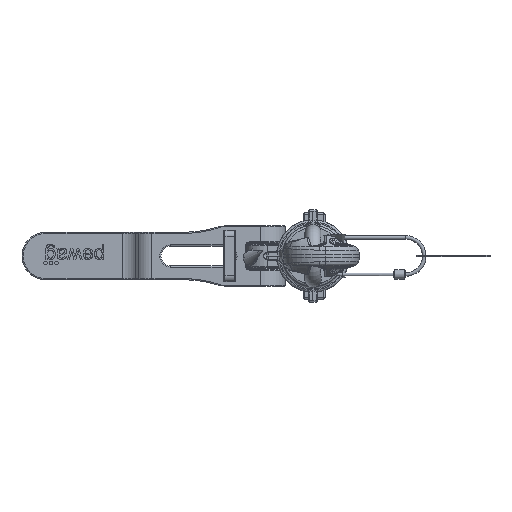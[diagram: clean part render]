
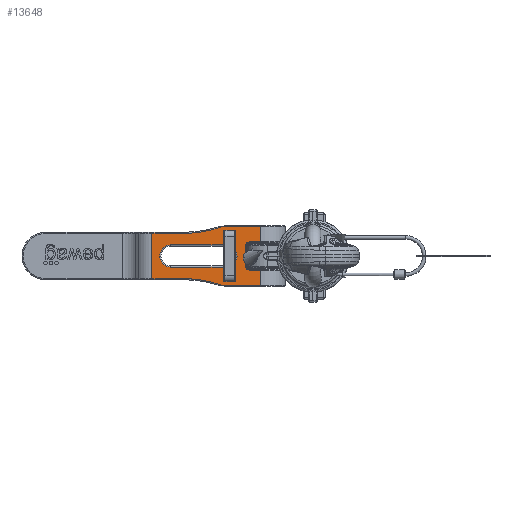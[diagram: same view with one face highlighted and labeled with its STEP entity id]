
A CAD part, left-side view. The second image highlights one B-rep face of the part: STEP entity #13648.
In plain terms, the highlighted planar face has unit normal (-1, 0, 0).
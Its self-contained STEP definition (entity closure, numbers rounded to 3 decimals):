
#8306=FACE_BOUND('',#23145,.T.);
#8307=FACE_BOUND('',#23146,.T.);
#9767=PLANE('',#82134);
#13648=ADVANCED_FACE('',(#8306,#8307),#9767,.T.);
#23145=EDGE_LOOP('',(#49407,#49408,#49409,#49410));
#23146=EDGE_LOOP('',(#49411,#49412,#49413,#49414,#49415,#49416,#49417,#49418,
#49419,#49420,#49421,#49422,#49423,#49424));
#49407=ORIENTED_EDGE('',*,*,#67692,.T.);
#49408=ORIENTED_EDGE('',*,*,#67693,.T.);
#49409=ORIENTED_EDGE('',*,*,#67694,.T.);
#49410=ORIENTED_EDGE('',*,*,#67695,.T.);
#49411=ORIENTED_EDGE('',*,*,#67696,.T.);
#49412=ORIENTED_EDGE('',*,*,#67697,.T.);
#49413=ORIENTED_EDGE('',*,*,#67698,.T.);
#49414=ORIENTED_EDGE('',*,*,#67699,.T.);
#49415=ORIENTED_EDGE('',*,*,#67700,.T.);
#49416=ORIENTED_EDGE('',*,*,#67701,.T.);
#49417=ORIENTED_EDGE('',*,*,#67702,.T.);
#49418=ORIENTED_EDGE('',*,*,#67703,.T.);
#49419=ORIENTED_EDGE('',*,*,#67704,.T.);
#49420=ORIENTED_EDGE('',*,*,#67705,.T.);
#49421=ORIENTED_EDGE('',*,*,#67706,.T.);
#49422=ORIENTED_EDGE('',*,*,#67707,.T.);
#49423=ORIENTED_EDGE('',*,*,#67708,.T.);
#49424=ORIENTED_EDGE('',*,*,#67709,.T.);
#57601=VERTEX_POINT('',#182566);
#57602=VERTEX_POINT('',#182567);
#57603=VERTEX_POINT('',#182569);
#57604=VERTEX_POINT('',#182571);
#57605=VERTEX_POINT('',#182574);
#57606=VERTEX_POINT('',#182575);
#57607=VERTEX_POINT('',#182577);
#57608=VERTEX_POINT('',#182579);
#57609=VERTEX_POINT('',#182581);
#57610=VERTEX_POINT('',#182583);
#57611=VERTEX_POINT('',#182585);
#57612=VERTEX_POINT('',#182587);
#57613=VERTEX_POINT('',#182589);
#57614=VERTEX_POINT('',#182591);
#57615=VERTEX_POINT('',#182593);
#57616=VERTEX_POINT('',#182595);
#57617=VERTEX_POINT('',#182597);
#57618=VERTEX_POINT('',#182599);
#67692=EDGE_CURVE('',#57601,#57602,#78490,.T.);
#67693=EDGE_CURVE('',#57602,#57603,#71497,.T.);
#67694=EDGE_CURVE('',#57603,#57604,#78491,.T.);
#67695=EDGE_CURVE('',#57604,#57601,#71498,.T.);
#67696=EDGE_CURVE('',#57605,#57606,#78492,.T.);
#67697=EDGE_CURVE('',#57606,#57607,#71499,.T.);
#67698=EDGE_CURVE('',#57607,#57608,#71500,.T.);
#67699=EDGE_CURVE('',#57608,#57609,#71501,.T.);
#67700=EDGE_CURVE('',#57609,#57610,#78493,.T.);
#67701=EDGE_CURVE('',#57610,#57611,#71502,.T.);
#67702=EDGE_CURVE('',#57611,#57612,#71503,.T.);
#67703=EDGE_CURVE('',#57612,#57613,#71504,.T.);
#67704=EDGE_CURVE('',#57613,#57614,#78494,.T.);
#67705=EDGE_CURVE('',#57614,#57615,#71505,.T.);
#67706=EDGE_CURVE('',#57615,#57616,#78495,.T.);
#67707=EDGE_CURVE('',#57616,#57617,#71506,.T.);
#67708=EDGE_CURVE('',#57617,#57618,#71507,.T.);
#67709=EDGE_CURVE('',#57618,#57605,#71508,.T.);
#71497=LINE('',#182568,#75778);
#71498=LINE('',#182572,#75779);
#71499=LINE('',#182576,#75780);
#71500=LINE('',#182578,#75781);
#71501=LINE('',#182580,#75782);
#71502=LINE('',#182584,#75783);
#71503=LINE('',#182586,#75784);
#71504=LINE('',#182588,#75785);
#71505=LINE('',#182592,#75786);
#71506=LINE('',#182596,#75787);
#71507=LINE('',#182598,#75788);
#71508=LINE('',#182600,#75789);
#75778=VECTOR('',#93454,1.);
#75779=VECTOR('',#93457,1.);
#75780=VECTOR('',#93460,1.);
#75781=VECTOR('',#93461,1.);
#75782=VECTOR('',#93462,1.);
#75783=VECTOR('',#93465,1.);
#75784=VECTOR('',#93466,1.);
#75785=VECTOR('',#93467,1.);
#75786=VECTOR('',#93470,1.);
#75787=VECTOR('',#93473,1.);
#75788=VECTOR('',#93474,1.);
#75789=VECTOR('',#93475,1.);
#78490=CIRCLE('',#82128,9.);
#78491=CIRCLE('',#82129,9.);
#78492=CIRCLE('',#82130,81.);
#78493=CIRCLE('',#82131,81.);
#78494=CIRCLE('',#82132,3.414);
#78495=CIRCLE('',#82133,3.414);
#82128=AXIS2_PLACEMENT_3D('',#182565,#93452,#93453);
#82129=AXIS2_PLACEMENT_3D('',#182570,#93455,#93456);
#82130=AXIS2_PLACEMENT_3D('',#182573,#93458,#93459);
#82131=AXIS2_PLACEMENT_3D('',#182582,#93463,#93464);
#82132=AXIS2_PLACEMENT_3D('',#182590,#93468,#93469);
#82133=AXIS2_PLACEMENT_3D('',#182594,#93471,#93472);
#82134=AXIS2_PLACEMENT_3D('',#182601,#93476,#93477);
#93452=DIRECTION('',(1.,0.,0.));
#93453=DIRECTION('',(0.,0.,1.));
#93454=DIRECTION('',(0.,1.,0.));
#93455=DIRECTION('',(1.,0.,0.));
#93456=DIRECTION('',(0.,0.,1.));
#93457=DIRECTION('',(0.,-1.,0.));
#93458=DIRECTION('',(1.,0.,0.));
#93459=DIRECTION('',(0.,0.,1.));
#93460=DIRECTION('',(0.,1.,0.));
#93461=DIRECTION('',(0.,0.,-1.));
#93462=DIRECTION('',(0.,-1.,0.));
#93463=DIRECTION('',(1.,0.,0.));
#93464=DIRECTION('',(0.,0.,1.));
#93465=DIRECTION('',(0.,-1.,0.));
#93466=DIRECTION('',(0.,0.,1.));
#93467=DIRECTION('',(0.,1.,0.));
#93468=DIRECTION('',(1.,0.,0.));
#93469=DIRECTION('',(0.,0.,-1.));
#93470=DIRECTION('',(0.,0.,1.));
#93471=DIRECTION('',(1.,0.,0.));
#93472=DIRECTION('',(0.,0.,-1.));
#93473=DIRECTION('',(0.,-1.,0.));
#93474=DIRECTION('',(0.,0.,1.));
#93475=DIRECTION('',(0.,1.,0.));
#93476=DIRECTION('',(-1.,0.,0.));
#93477=DIRECTION('',(0.,0.,-1.));
#182565=CARTESIAN_POINT('',(-20.,70.668,0.));
#182566=CARTESIAN_POINT('',(-20.,70.668,9.));
#182567=CARTESIAN_POINT('',(-20.,70.668,-9.));
#182568=CARTESIAN_POINT('',(-20.,103.668,-9.));
#182569=CARTESIAN_POINT('',(-20.,115.668,-9.));
#182570=CARTESIAN_POINT('',(-20.,115.668,0.));
#182571=CARTESIAN_POINT('',(-20.,115.668,9.));
#182572=CARTESIAN_POINT('',(-20.,103.668,9.));
#182573=CARTESIAN_POINT('',(-20.,103.668,99.359));
#182574=CARTESIAN_POINT('',(-20.,74.481,23.8));
#182575=CARTESIAN_POINT('',(-20.,103.668,18.359));
#182576=CARTESIAN_POINT('',(-20.,103.668,18.359));
#182577=CARTESIAN_POINT('',(-20.,130.954,18.359));
#182578=CARTESIAN_POINT('',(-20.,130.954,-99.359));
#182579=CARTESIAN_POINT('',(-20.,130.954,-18.359));
#182580=CARTESIAN_POINT('',(-20.,103.668,-18.359));
#182581=CARTESIAN_POINT('',(-20.,103.668,-18.359));
#182582=CARTESIAN_POINT('',(-20.,103.668,-99.359));
#182583=CARTESIAN_POINT('',(-20.,74.481,-23.8));
#182584=CARTESIAN_POINT('',(-20.,103.668,-23.8));
#182585=CARTESIAN_POINT('',(-20.,42.668,-23.8));
#182586=CARTESIAN_POINT('',(-20.,42.668,-99.359));
#182587=CARTESIAN_POINT('',(-20.,42.668,-11.414));
#182588=CARTESIAN_POINT('',(-20.,103.668,-11.414));
#182589=CARTESIAN_POINT('',(-20.,51.668,-11.414));
#182590=CARTESIAN_POINT('',(-20.,51.668,-8.));
#182591=CARTESIAN_POINT('',(-20.,55.082,-8.));
#182592=CARTESIAN_POINT('',(-20.,55.082,-99.359));
#182593=CARTESIAN_POINT('',(-20.,55.082,8.));
#182594=CARTESIAN_POINT('',(-20.,51.668,8.));
#182595=CARTESIAN_POINT('',(-20.,51.668,11.414));
#182596=CARTESIAN_POINT('',(-20.,103.668,11.414));
#182597=CARTESIAN_POINT('',(-20.,42.668,11.414));
#182598=CARTESIAN_POINT('',(-20.,42.668,-99.359));
#182599=CARTESIAN_POINT('',(-20.,42.668,23.8));
#182600=CARTESIAN_POINT('',(-20.,103.668,23.8));
#182601=CARTESIAN_POINT('',(-20.,103.668,-99.359));
